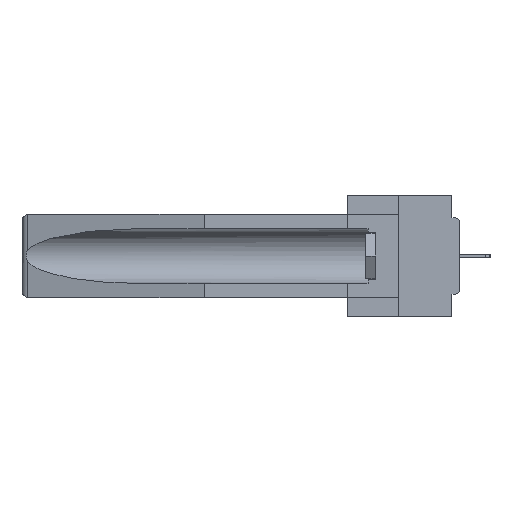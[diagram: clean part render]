
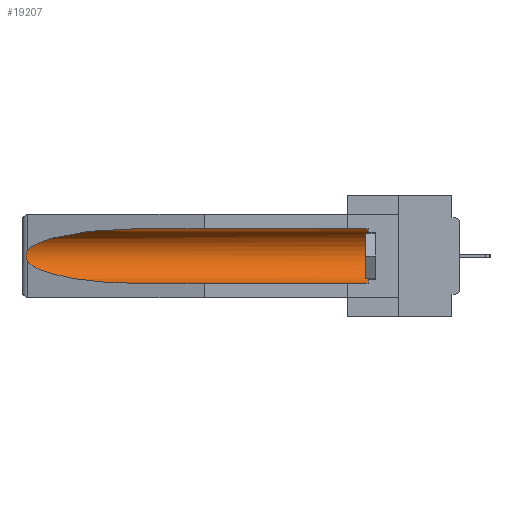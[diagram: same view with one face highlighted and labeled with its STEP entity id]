
A CAD part, left-side view. The second image highlights one B-rep face of the part: STEP entity #19207.
In plain terms, the highlighted cylindrical face has radius 2.857 mm (diameter 5.715 mm), a partial arc.
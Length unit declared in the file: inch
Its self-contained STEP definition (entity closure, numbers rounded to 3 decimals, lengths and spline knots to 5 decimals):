
#3130 = DIRECTION ( 'NONE',  ( 0., -1., 0. ) ) ;
#3262 = CARTESIAN_POINT ( 'NONE',  ( 0.26537, 1.52718, -0.14972 ) ) ;
#3466 = CARTESIAN_POINT ( 'NONE',  ( 0.26597, 1.52961, -0.15275 ) ) ;
#4820 = CYLINDRICAL_SURFACE ( 'NONE', #17472, 0.1125 ) ;
#5102 = ORIENTED_EDGE ( 'NONE', *, *, #19217, .F. ) ;
#5343 = CARTESIAN_POINT ( 'NONE',  ( 0.155, 1.07973, -0.059 ) ) ;
#6376 = CARTESIAN_POINT ( 'NONE',  ( 0.2673, 1.53269, -0.17917 ) ) ;
#6648 = CARTESIAN_POINT ( 'NONE',  ( 0.155, 0.126, -0.059 ) ) ;
#6654 = CARTESIAN_POINT ( 'NONE',  ( 0.26654, 1.53092, -0.15636 ) ) ;
#6801 = CARTESIAN_POINT ( 'NONE',  ( 0.26537, 1.52718, -0.14972 ) ) ;
#7295 = ORIENTED_EDGE ( 'NONE', *, *, #16902, .T. ) ;
#7630 =( BOUNDED_CURVE ( )  B_SPLINE_CURVE ( 3, ( #5343, #11649, #39570, #17942 ),
 .UNSPECIFIED., .F., .T. ) 
 B_SPLINE_CURVE_WITH_KNOTS ( ( 4, 4 ),
 ( 4.71239, 6.08839 ),
 .UNSPECIFIED. ) 
 CURVE ( )  GEOMETRIC_REPRESENTATION_ITEM ( )  RATIONAL_B_SPLINE_CURVE ( ( 1., 0.848, 0.848, 1. ) ) 
 REPRESENTATION_ITEM ( '' )  );
#8869 =( BOUNDED_CURVE ( )  B_SPLINE_CURVE ( 3, ( #40790, #25527, #9837, #21795 ),
 .UNSPECIFIED., .F., .F. ) 
 B_SPLINE_CURVE_WITH_KNOTS ( ( 4, 4 ),
 ( 0.1948, 1.5708 ),
 .UNSPECIFIED. ) 
 CURVE ( )  GEOMETRIC_REPRESENTATION_ITEM ( )  RATIONAL_B_SPLINE_CURVE ( ( 1., 0.848, 0.848, 1. ) ) 
 REPRESENTATION_ITEM ( '' )  );
#8954 = DIRECTION ( 'NONE',  ( 0., 1., 0. ) ) ;
#9084 = DIRECTION ( 'NONE',  ( 0., 0., 1. ) ) ;
#9212 = CARTESIAN_POINT ( 'NONE',  ( 0.155, 1.07973, -0.284 ) ) ;
#9218 = CARTESIAN_POINT ( 'NONE',  ( 0.155, -0.30754, -0.284 ) ) ;
#9837 = CARTESIAN_POINT ( 'NONE',  ( 0.21114, 1.30732, -0.284 ) ) ;
#9977 = AXIS2_PLACEMENT_3D ( 'NONE', #21289, #3130, #21689 ) ;
#10421 = ORIENTED_EDGE ( 'NONE', *, *, #27671, .T. ) ;
#11649 = CARTESIAN_POINT ( 'NONE',  ( 0.21114, 1.30732, -0.059 ) ) ;
#11678 = LINE ( 'NONE', #28254, #27002 ) ;
#11679 = ORIENTED_EDGE ( 'NONE', *, *, #40159, .T. ) ;
#12657 = FACE_OUTER_BOUND ( 'NONE', #40428, .T. ) ;
#12859 = CARTESIAN_POINT ( 'NONE',  ( 0.155, 1.07973, -0.059 ) ) ;
#13081 = CARTESIAN_POINT ( 'NONE',  ( 0.26655, 1.53094, -0.18657 ) ) ;
#14844 = VERTEX_POINT ( 'NONE', #9212 ) ;
#15113 = LINE ( 'NONE', #9218, #38757 ) ;
#16066 = CARTESIAN_POINT ( 'NONE',  ( 0.155, 0.126, -0.284 ) ) ;
#16902 = EDGE_CURVE ( 'NONE', #27969, #14844, #8869, .T. ) ;
#17472 = AXIS2_PLACEMENT_3D ( 'NONE', #34526, #40433, #9084 ) ;
#17942 = CARTESIAN_POINT ( 'NONE',  ( 0.26537, 1.52718, -0.14972 ) ) ;
#18977 = CARTESIAN_POINT ( 'NONE',  ( 0.2675, 1.53308, -0.16763 ) ) ;
#19207 = ADVANCED_FACE ( 'NONE', ( #12657 ), #4820, .F. ) ;
#19217 = EDGE_CURVE ( 'NONE', #19873, #14844, #15113, .T. ) ;
#19873 = VERTEX_POINT ( 'NONE', #16066 ) ;
#21289 = CARTESIAN_POINT ( 'NONE',  ( 0.155, 0.126, -0.1715 ) ) ;
#21689 = DIRECTION ( 'NONE',  ( 0., 0., 1. ) ) ;
#21795 = CARTESIAN_POINT ( 'NONE',  ( 0.155, 1.07973, -0.284 ) ) ;
#22158 = CARTESIAN_POINT ( 'NONE',  ( 0.26597, 1.5296, -0.19026 ) ) ;
#24881 = CARTESIAN_POINT ( 'NONE',  ( 0.26537, 1.52718, -0.19328 ) ) ;
#25213 = DIRECTION ( 'NONE',  ( 0., 1., 0. ) ) ;
#25218 = CARTESIAN_POINT ( 'NONE',  ( 0.2675, 1.53308, -0.17534 ) ) ;
#25527 = CARTESIAN_POINT ( 'NONE',  ( 0.25451, 1.48313, -0.24835 ) ) ;
#26541 = EDGE_CURVE ( 'NONE', #36606, #27969, #32599, .T. ) ;
#27002 = VECTOR ( 'NONE', #25213, 39.37008 ) ;
#27671 = EDGE_CURVE ( 'NONE', #31881, #33480, #11678, .T. ) ;
#27969 = VERTEX_POINT ( 'NONE', #24881 ) ;
#28254 = CARTESIAN_POINT ( 'NONE',  ( 0.155, -0.30754, -0.059 ) ) ;
#28516 = CARTESIAN_POINT ( 'NONE',  ( 0.2673, 1.5327, -0.16383 ) ) ;
#29087 = CIRCLE ( 'NONE', #9977, 0.1125 ) ;
#31881 = VERTEX_POINT ( 'NONE', #6648 ) ;
#32599 = B_SPLINE_CURVE_WITH_KNOTS ( 'NONE', 3,
 ( #6801, #3466, #6654, #28516, #18977, #25218, #6376, #13081, #22158, #34843 ),
 .UNSPECIFIED., .F., .F.,
 ( 4, 2, 2, 2, 4 ),
 ( 0., 0.00029, 0.00058, 0.00087, 0.00117 ),
 .UNSPECIFIED. ) ;
#33480 = VERTEX_POINT ( 'NONE', #12859 ) ;
#34526 = CARTESIAN_POINT ( 'NONE',  ( 0.155, -0.30754, -0.1715 ) ) ;
#34843 = CARTESIAN_POINT ( 'NONE',  ( 0.26537, 1.52718, -0.19328 ) ) ;
#35298 = ORIENTED_EDGE ( 'NONE', *, *, #26541, .T. ) ;
#36606 = VERTEX_POINT ( 'NONE', #3262 ) ;
#37254 = EDGE_CURVE ( 'NONE', #33480, #36606, #7630, .T. ) ;
#38757 = VECTOR ( 'NONE', #8954, 39.37008 ) ;
#39328 = ORIENTED_EDGE ( 'NONE', *, *, #37254, .T. ) ;
#39570 = CARTESIAN_POINT ( 'NONE',  ( 0.25451, 1.48313, -0.09465 ) ) ;
#40159 = EDGE_CURVE ( 'NONE', #19873, #31881, #29087, .T. ) ;
#40428 = EDGE_LOOP ( 'NONE', ( #39328, #35298, #7295, #5102, #11679, #10421 ) ) ;
#40433 = DIRECTION ( 'NONE',  ( 0., 1., 0. ) ) ;
#40790 = CARTESIAN_POINT ( 'NONE',  ( 0.26537, 1.52718, -0.19328 ) ) ;
